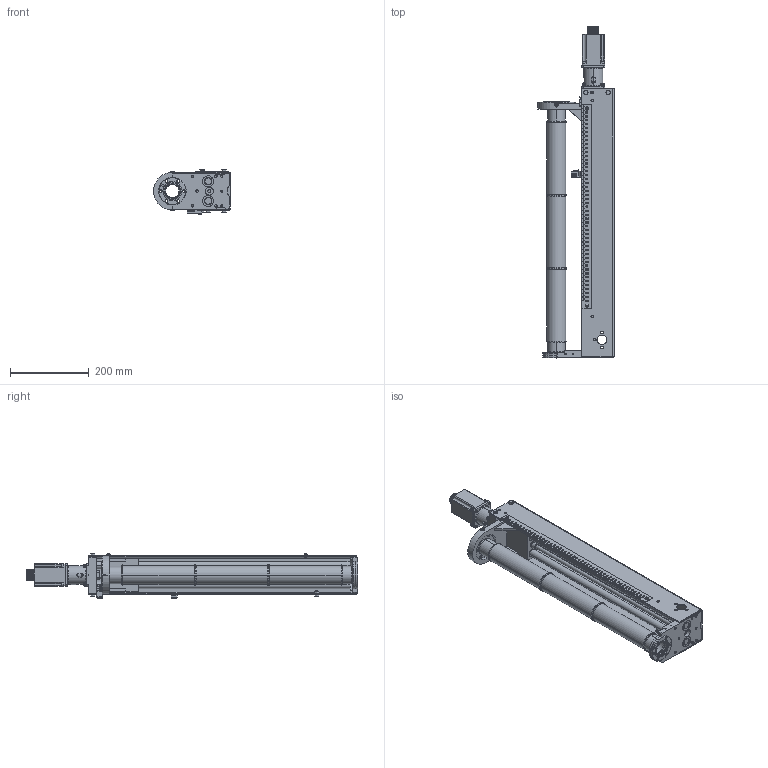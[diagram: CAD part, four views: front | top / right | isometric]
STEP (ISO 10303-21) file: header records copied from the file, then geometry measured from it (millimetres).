
FILE_DESCRIPTION((''),'2;1');
FILE_NAME('PRT0001','2017-04-11T',('keith.feeley'),(''),'CREO PARAMETRIC BY PTC INC, 2015380','CREO PARAMETRIC BY PTC INC, 2015380','');
FILE_SCHEMA(('AUTOMOTIVE_DESIGN { 1 0 10303 214 1 1 1 1 }'));
Products named in the file (1): PRT0001
Bounding box: 195.7 x 845 x 113.1 mm (x, y, z)
Volume: 2441718.5 mm3; surface area: 856371.2 mm2
Topology: 9 solids, 31 shells, 9662 faces, 27103 edges, 17828 vertices
Faces by surface type: plane 8414, cylinder 802, cone 318, torus 124, bspline 4
Entity records: 361917 total; most frequent: CARTESIAN_POINT 59531, ORIENTED_EDGE 54090, DIRECTION 48112, EDGE_CURVE 27045, VECTOR 23982, LINE 23982, VERTEX_POINT 17828, AXIS2_PLACEMENT_3D 12065
